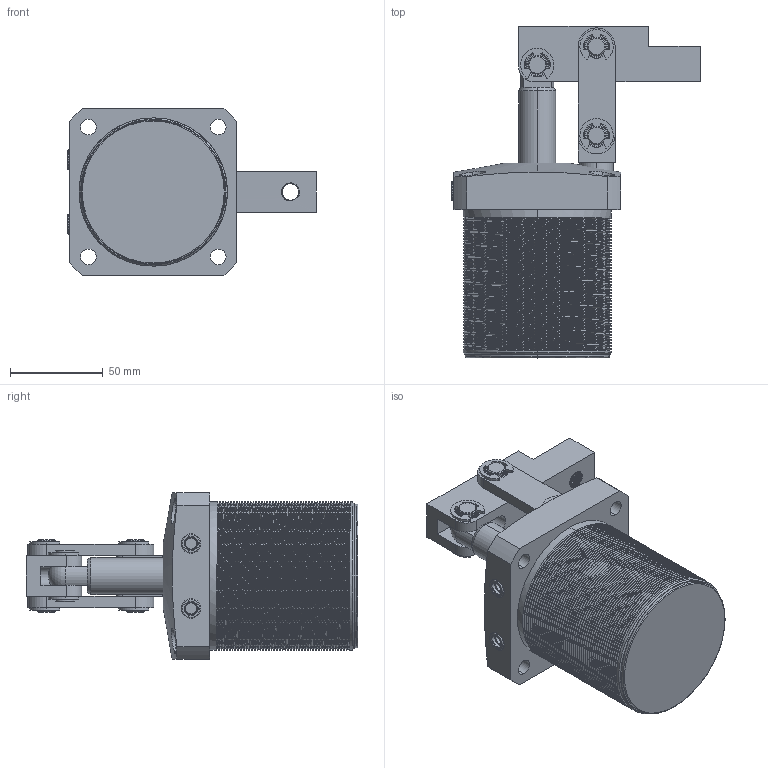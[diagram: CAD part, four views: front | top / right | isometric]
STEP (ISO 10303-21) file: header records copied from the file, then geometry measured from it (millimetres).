
FILE_DESCRIPTION (( 'STEP AP203' ), '1' );
FILE_NAME ('CPLCU-63.STEP', '2019-04-22T11:04:05', ( 'User' ), ( 'china' ), 'SwSTEP 2.0', 'SolidWorks 2018', '' );
FILE_SCHEMA (( 'CONFIG_CONTROL_DESIGN' ));
Length unit declared in the file: millimetre
Products named in the file (11): 802黑芛_2; CPLCU060活塞杆; CPLCU060掛极; CPLCU-63-05; CPLCU-63; CPLCU-63-01; CPLCU-63-02; CPLCU-63-08; CPLCU-63-03; CPLCU-63-04; CPLCU-50-08_1
Assembly tree (23 placements, depth 2):
  CPLCU-63
    CPLCU060活塞杆
    CPLCU-63-05
    CPLCU-63-01
    CPLCU-63-02  x2
    CPLCU-63-08  x6
    CPLCU-63-03
    CPLCU-63-04  x2
    CPLCU-50-08_1  x6
    802黑芛_2  x2
    CPLCU060掛极
Bounding box: 134.19 x 179 x 90 mm (x, y, z)
Volume: 554114.3 mm3; surface area: 123943.9 mm2
Topology: 23 solids, 23 shells, 776 faces, 2058 edges, 1356 vertices
Faces by surface type: cylinder 460, plane 147, cone 114, bspline 30, torus 24, sphere 1
Entity records: 40611 total; most frequent: CARTESIAN_POINT 27595, ORIENTED_EDGE 2690, DIRECTION 2088, EDGE_CURVE 1345, VERTEX_POINT 894, AXIS2_PLACEMENT_3D 820, EDGE_LOOP 549, FACE_OUTER_BOUND 495
